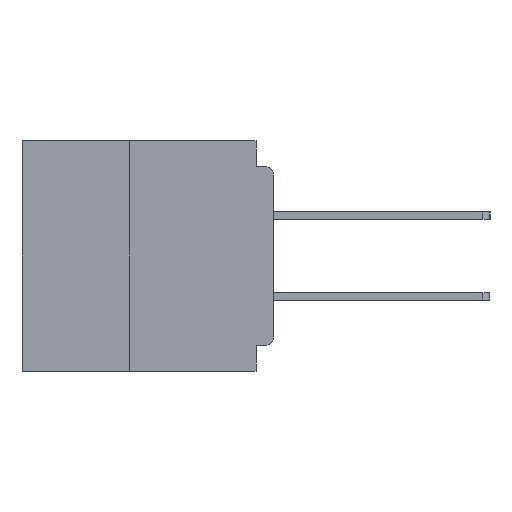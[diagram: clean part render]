
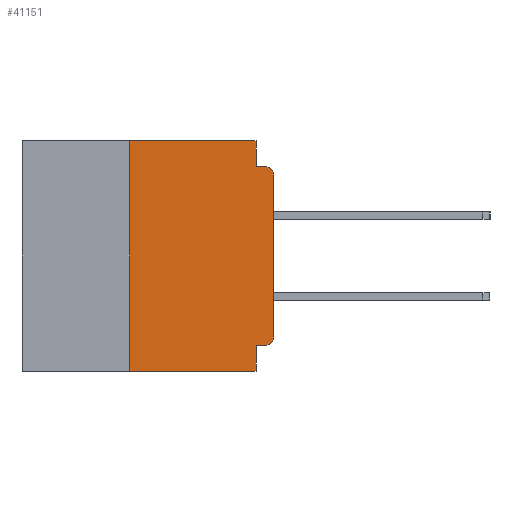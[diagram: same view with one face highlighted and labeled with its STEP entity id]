
A CAD part, left-side view. The second image highlights one B-rep face of the part: STEP entity #41151.
In plain terms, the highlighted planar face has unit normal (-1, 0, 0).
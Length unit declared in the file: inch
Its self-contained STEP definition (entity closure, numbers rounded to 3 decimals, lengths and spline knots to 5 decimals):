
#389 = CARTESIAN_POINT ( 'NONE',  ( 0., 0., -0.355 ) ) ;
#1555 = EDGE_CURVE ( 'NONE', #32235, #14197, #18521, .T. ) ;
#2005 = CARTESIAN_POINT ( 'NONE',  ( 0., 0.015, -0.045 ) ) ;
#2465 = CARTESIAN_POINT ( 'NONE',  ( 0., 0.031, 0. ) ) ;
#2927 = DIRECTION ( 'NONE',  ( -1., 0., 0. ) ) ;
#4026 = CARTESIAN_POINT ( 'NONE',  ( 0., 0.031, 0. ) ) ;
#5091 = LINE ( 'NONE', #26345, #40025 ) ;
#5417 = CARTESIAN_POINT ( 'NONE',  ( 0., 0.015, -0.355 ) ) ;
#5604 = LINE ( 'NONE', #4026, #14401 ) ;
#6206 = VECTOR ( 'NONE', #41551, 39.37008 ) ;
#6522 = CARTESIAN_POINT ( 'NONE',  ( 0., 0.031, -0.045 ) ) ;
#6645 = DIRECTION ( 'NONE',  ( 0., -1., 0. ) ) ;
#7527 = ORIENTED_EDGE ( 'NONE', *, *, #1555, .F. ) ;
#7671 = ORIENTED_EDGE ( 'NONE', *, *, #26131, .T. ) ;
#7859 = VERTEX_POINT ( 'NONE', #5417 ) ;
#8789 = CIRCLE ( 'NONE', #26181, 0.015 ) ;
#9818 = DIRECTION ( 'NONE',  ( 0., -1., 0. ) ) ;
#10879 = FACE_OUTER_BOUND ( 'NONE', #42601, .T. ) ;
#11140 = ORIENTED_EDGE ( 'NONE', *, *, #42618, .F. ) ;
#12035 = DIRECTION ( 'NONE',  ( 1., 0., 0. ) ) ;
#12608 = CARTESIAN_POINT ( 'NONE',  ( 0., 0.031, -0.355 ) ) ;
#12719 = ORIENTED_EDGE ( 'NONE', *, *, #39075, .T. ) ;
#13111 = CARTESIAN_POINT ( 'NONE',  ( 0., 0., -0.045 ) ) ;
#13378 = VERTEX_POINT ( 'NONE', #26699 ) ;
#13608 = DIRECTION ( 'NONE',  ( 0., 1., 0. ) ) ;
#13760 = CARTESIAN_POINT ( 'NONE',  ( 0., 0.015, -0.06 ) ) ;
#14197 = VERTEX_POINT ( 'NONE', #32294 ) ;
#14401 = VECTOR ( 'NONE', #27083, 39.37008 ) ;
#15639 = CARTESIAN_POINT ( 'NONE',  ( 0., 0.437, -0.4 ) ) ;
#15785 = EDGE_CURVE ( 'NONE', #17287, #41393, #5604, .T. ) ;
#15875 = VECTOR ( 'NONE', #13608, 39.37008 ) ;
#15892 = AXIS2_PLACEMENT_3D ( 'NONE', #41376, #12035, #34931 ) ;
#17048 = DIRECTION ( 'NONE',  ( 0., 0., -1. ) ) ;
#17229 = ORIENTED_EDGE ( 'NONE', *, *, #25982, .T. ) ;
#17275 = ORIENTED_EDGE ( 'NONE', *, *, #15785, .F. ) ;
#17287 = VERTEX_POINT ( 'NONE', #2465 ) ;
#18521 = LINE ( 'NONE', #41008, #26248 ) ;
#18652 = CARTESIAN_POINT ( 'NONE',  ( 0., 0., 0. ) ) ;
#18851 = LINE ( 'NONE', #13111, #35243 ) ;
#19710 = VERTEX_POINT ( 'NONE', #12608 ) ;
#20546 = LINE ( 'NONE', #30053, #36976 ) ;
#21183 = EDGE_CURVE ( 'NONE', #37557, #41703, #27966, .T. ) ;
#21319 = LINE ( 'NONE', #15639, #37714 ) ;
#22693 = CARTESIAN_POINT ( 'NONE',  ( 0., 0.015, -0.34 ) ) ;
#24062 = CARTESIAN_POINT ( 'NONE',  ( 0., 0., -0.34 ) ) ;
#24373 = EDGE_CURVE ( 'NONE', #7859, #19710, #41990, .T. ) ;
#25584 = EDGE_CURVE ( 'NONE', #19710, #13378, #20546, .T. ) ;
#25982 = EDGE_CURVE ( 'NONE', #42107, #37557, #40090, .T. ) ;
#25995 = DIRECTION ( 'NONE',  ( 0., 0., -1. ) ) ;
#26131 = EDGE_CURVE ( 'NONE', #7859, #42107, #8789, .T. ) ;
#26181 = AXIS2_PLACEMENT_3D ( 'NONE', #22693, #2927, #25995 ) ;
#26248 = VECTOR ( 'NONE', #42257, 39.37008 ) ;
#26345 = CARTESIAN_POINT ( 'NONE',  ( 0., 0.437, 0. ) ) ;
#26699 = CARTESIAN_POINT ( 'NONE',  ( 0., 0.031, -0.4 ) ) ;
#27083 = DIRECTION ( 'NONE',  ( 0., 0., -1. ) ) ;
#27966 = CIRCLE ( 'NONE', #33397, 0.015 ) ;
#28100 = CARTESIAN_POINT ( 'NONE',  ( 0., 0.25, -0.4 ) ) ;
#28562 = ORIENTED_EDGE ( 'NONE', *, *, #21183, .T. ) ;
#28646 = ORIENTED_EDGE ( 'NONE', *, *, #25584, .F. ) ;
#30053 = CARTESIAN_POINT ( 'NONE',  ( 0., 0.031, -0.4 ) ) ;
#31629 = PLANE ( 'NONE',  #15892 ) ;
#32235 = VERTEX_POINT ( 'NONE', #28100 ) ;
#32294 = CARTESIAN_POINT ( 'NONE',  ( 0., 0.25, 0. ) ) ;
#33080 = EDGE_CURVE ( 'NONE', #41393, #41703, #18851, .T. ) ;
#33306 = DIRECTION ( 'NONE',  ( 0., 0., -1. ) ) ;
#33397 = AXIS2_PLACEMENT_3D ( 'NONE', #13760, #36701, #17048 ) ;
#33662 = ORIENTED_EDGE ( 'NONE', *, *, #33080, .F. ) ;
#33746 = ORIENTED_EDGE ( 'NONE', *, *, #24373, .F. ) ;
#34931 = DIRECTION ( 'NONE',  ( 0., 0., -1. ) ) ;
#35243 = VECTOR ( 'NONE', #9818, 39.37008 ) ;
#35259 = DIRECTION ( 'NONE',  ( 0., -1., 0. ) ) ;
#36701 = DIRECTION ( 'NONE',  ( -1., 0., 0. ) ) ;
#36976 = VECTOR ( 'NONE', #33306, 39.37008 ) ;
#37408 = CARTESIAN_POINT ( 'NONE',  ( 0., 0., -0.06 ) ) ;
#37557 = VERTEX_POINT ( 'NONE', #37408 ) ;
#37714 = VECTOR ( 'NONE', #35259, 39.37008 ) ;
#39075 = EDGE_CURVE ( 'NONE', #32235, #13378, #21319, .T. ) ;
#40025 = VECTOR ( 'NONE', #6645, 39.37008 ) ;
#40090 = LINE ( 'NONE', #18652, #6206 ) ;
#41008 = CARTESIAN_POINT ( 'NONE',  ( 0., 0.25, -0.4 ) ) ;
#41151 = ADVANCED_FACE ( 'NONE', ( #10879 ), #31629, .F. ) ;
#41376 = CARTESIAN_POINT ( 'NONE',  ( 0., 0.437, 0. ) ) ;
#41393 = VERTEX_POINT ( 'NONE', #6522 ) ;
#41551 = DIRECTION ( 'NONE',  ( 0., 0., 1. ) ) ;
#41703 = VERTEX_POINT ( 'NONE', #2005 ) ;
#41990 = LINE ( 'NONE', #389, #15875 ) ;
#42107 = VERTEX_POINT ( 'NONE', #24062 ) ;
#42257 = DIRECTION ( 'NONE',  ( 0., 0., 1. ) ) ;
#42601 = EDGE_LOOP ( 'NONE', ( #17229, #28562, #33662, #17275, #11140, #7527, #12719, #28646, #33746, #7671 ) ) ;
#42618 = EDGE_CURVE ( 'NONE', #14197, #17287, #5091, .T. ) ;
